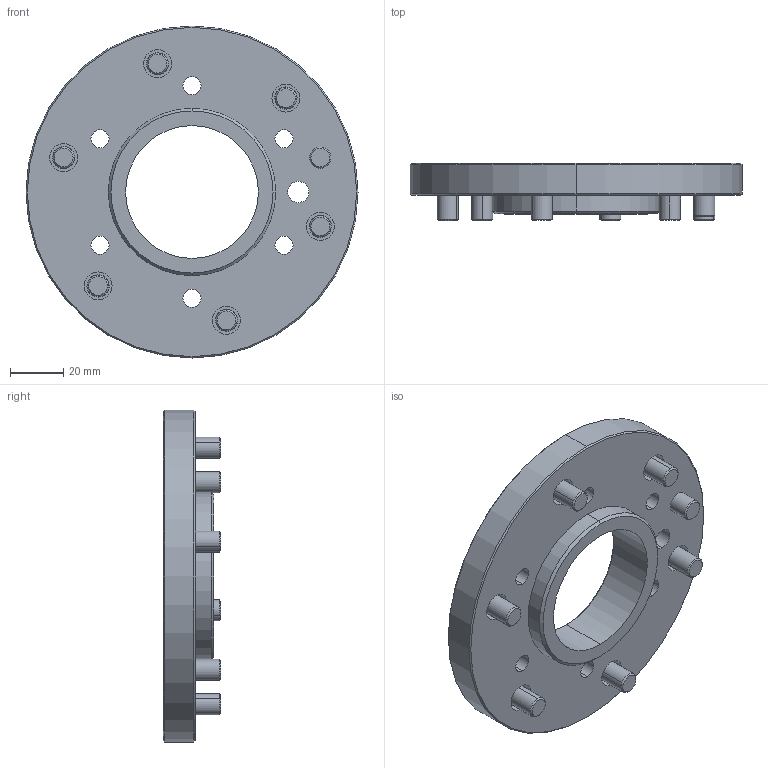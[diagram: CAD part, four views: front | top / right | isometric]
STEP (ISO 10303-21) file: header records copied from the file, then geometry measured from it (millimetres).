
FILE_DESCRIPTION (( 'STEP AP203' ), '1' );
FILE_NAME ('P4607.STEP', '2019-11-19T08:29:52', ( 'RSPlokal' ), ( 'Microsoft' ), 'SwSTEP 2.0', 'SolidWorks 2017', '' );
FILE_SCHEMA (( 'CONFIG_CONTROL_DESIGN' ));
Length unit declared in the file: millimetre
Products named in the file (1): P4607
Bounding box: 125 x 21.5 x 125 mm (x, y, z)
Volume: 124923.2 mm3; surface area: 41662 mm2
Topology: 14 solids, 14 shells, 215 faces, 468 edges, 300 vertices
Faces by surface type: cylinder 96, plane 83, cone 24, torus 12
Entity records: 6069 total; most frequent: DIRECTION 1140, CARTESIAN_POINT 984, ORIENTED_EDGE 936, EDGE_CURVE 468, AXIS2_PLACEMENT_3D 456, VERTEX_POINT 300, EDGE_LOOP 276, CIRCLE 240
